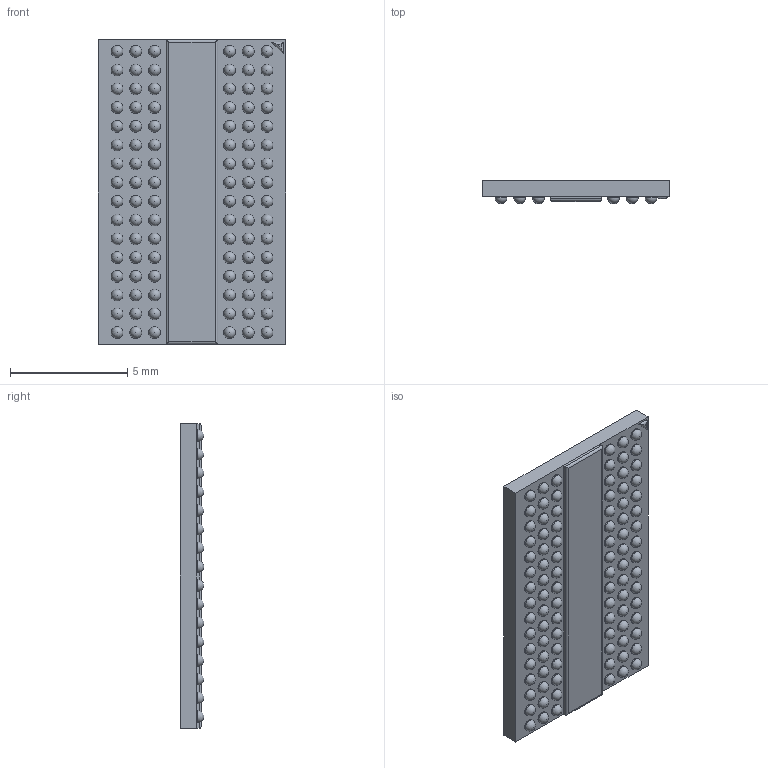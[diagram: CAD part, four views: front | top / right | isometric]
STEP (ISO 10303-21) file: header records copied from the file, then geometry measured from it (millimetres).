
FILE_DESCRIPTION (( 'STEP AP214' ), '1' );
FILE_NAME ('User Library-VFBGA96.STEP', '2016-06-19T21:37:35', ( 'Windows User' ), ( '' ), 'SwSTEP 2.0', 'SolidWorks 2016', '' );
FILE_SCHEMA (( 'AUTOMOTIVE_DESIGN' ));
Length unit declared in the file: millimetre
Products named in the file (1): User Library-VFBGA96
Bounding box: 8 x 1 x 13 mm (x, y, z)
Volume: 82.5 mm3; surface area: 326.8 mm2
Topology: 2 solids, 2 shells, 215 faces, 815 edges, 606 vertices
Faces by surface type: sphere 192, plane 14, cylinder 9
Entity records: 8761 total; most frequent: DIRECTION 1244, CARTESIAN_POINT 1082, ORIENTED_EDGE 862, AXIS2_PLACEMENT_3D 604, EDGE_CURVE 431, VERTEX_POINT 414, EDGE_LOOP 409, CIRCLE 388
